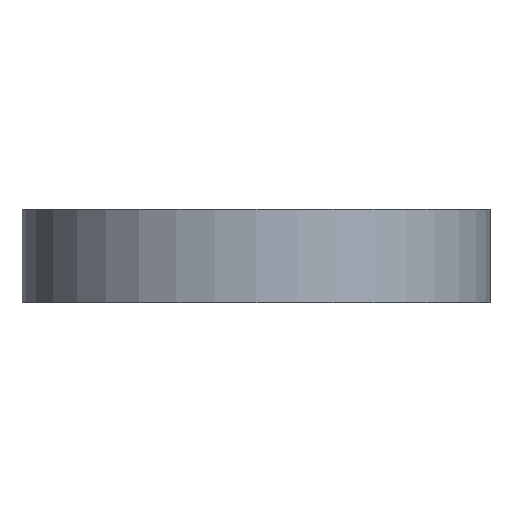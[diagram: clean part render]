
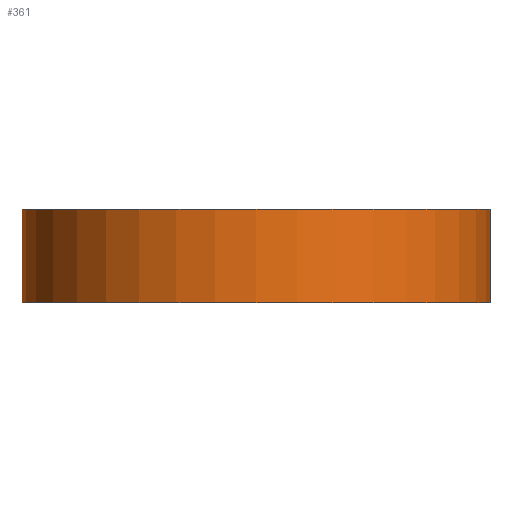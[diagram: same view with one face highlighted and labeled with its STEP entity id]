
A CAD part, front view. The second image highlights one B-rep face of the part: STEP entity #361.
In plain terms, the highlighted cylindrical face has radius 7.5 mm (diameter 15 mm), a partial arc.
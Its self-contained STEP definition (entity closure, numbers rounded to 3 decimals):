
#19=CYLINDRICAL_SURFACE('',#401,7.5);
#34=CIRCLE('',#399,7.5);
#35=CIRCLE('',#402,7.5);
#63=FACE_OUTER_BOUND('',#88,.T.);
#88=EDGE_LOOP('',(#329,#330,#331,#332,#333));
#120=LINE('',#757,#153);
#122=LINE('',#764,#155);
#125=LINE('',#770,#158);
#153=VECTOR('',#473,10.);
#155=VECTOR('',#481,10.);
#158=VECTOR('',#486,10.);
#169=VERTEX_POINT('',#655);
#190=VERTEX_POINT('',#755);
#191=VERTEX_POINT('',#759);
#192=VERTEX_POINT('',#763);
#194=VERTEX_POINT('',#769);
#235=EDGE_CURVE('',#190,#169,#120,.T.);
#236=EDGE_CURVE('',#191,#190,#34,.T.);
#238=EDGE_CURVE('',#191,#192,#122,.T.);
#241=EDGE_CURVE('',#169,#194,#125,.T.);
#242=EDGE_CURVE('',#192,#194,#35,.T.);
#329=ORIENTED_EDGE('',*,*,#241,.T.);
#330=ORIENTED_EDGE('',*,*,#242,.F.);
#331=ORIENTED_EDGE('',*,*,#238,.F.);
#332=ORIENTED_EDGE('',*,*,#236,.T.);
#333=ORIENTED_EDGE('',*,*,#235,.T.);
#361=ADVANCED_FACE('',(#63),#19,.T.);
#399=AXIS2_PLACEMENT_3D('',#760,#476,#477);
#401=AXIS2_PLACEMENT_3D('',#768,#484,#485);
#402=AXIS2_PLACEMENT_3D('',#771,#487,#488);
#473=DIRECTION('',(0.,0.,1.));
#476=DIRECTION('center_axis',(0.,0.,1.));
#477=DIRECTION('ref_axis',(-1.,0.,0.));
#481=DIRECTION('',(0.,0.,1.));
#484=DIRECTION('center_axis',(0.,0.,1.));
#485=DIRECTION('ref_axis',(0.,-1.,0.));
#486=DIRECTION('',(0.,0.,1.));
#487=DIRECTION('center_axis',(0.,0.,1.));
#488=DIRECTION('ref_axis',(-1.,0.,0.));
#655=CARTESIAN_POINT('',(15.,0.,2.));
#755=CARTESIAN_POINT('',(15.,0.,0.));
#757=CARTESIAN_POINT('',(15.,0.,0.));
#759=CARTESIAN_POINT('',(0.,0.,0.));
#760=CARTESIAN_POINT('Origin',(7.5,0.,0.));
#763=CARTESIAN_POINT('',(0.,0.,3.));
#764=CARTESIAN_POINT('',(0.,0.,0.));
#768=CARTESIAN_POINT('Origin',(7.5,0.,0.));
#769=CARTESIAN_POINT('',(15.,0.,3.));
#770=CARTESIAN_POINT('',(15.,0.,0.));
#771=CARTESIAN_POINT('Origin',(7.5,0.,3.));
